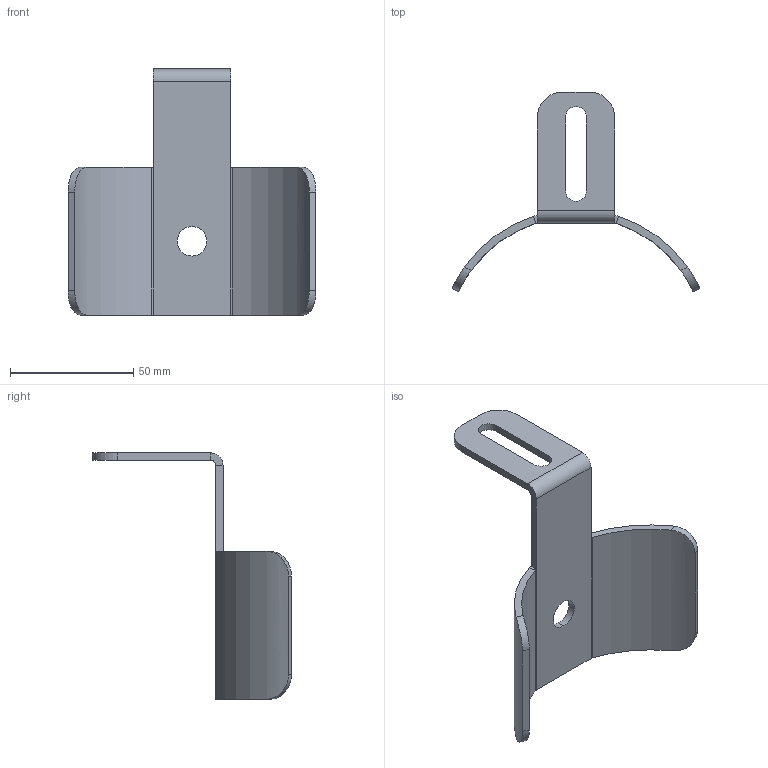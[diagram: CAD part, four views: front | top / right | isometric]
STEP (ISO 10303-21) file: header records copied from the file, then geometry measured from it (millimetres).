
FILE_DESCRIPTION (( 'STEP AP203' ), '1' );
FILE_NAME ('084.106.124.STEP', '2013-01-23T12:14:59', ( 'Alusic' ), ( 'Alusic' ), 'SwSTEP 2.0', 'SolidWorks 2011', '' );
FILE_SCHEMA (( 'CONFIG_CONTROL_DESIGN' ));
Length unit declared in the file: millimetre
Products named in the file (1): 084.106.124
Bounding box: 100.6 x 80.81 x 100 mm (x, y, z)
Volume: 28630.1 mm3; surface area: 21005.7 mm2
Topology: 1 solids, 1 shells, 44 faces, 102 edges, 60 vertices
Faces by surface type: plane 24, cylinder 20
Entity records: 1487 total; most frequent: CARTESIAN_POINT 399, DIRECTION 216, ORIENTED_EDGE 204, EDGE_CURVE 102, AXIS2_PLACEMENT_3D 77, VECTOR 62, LINE 62, VERTEX_POINT 60
